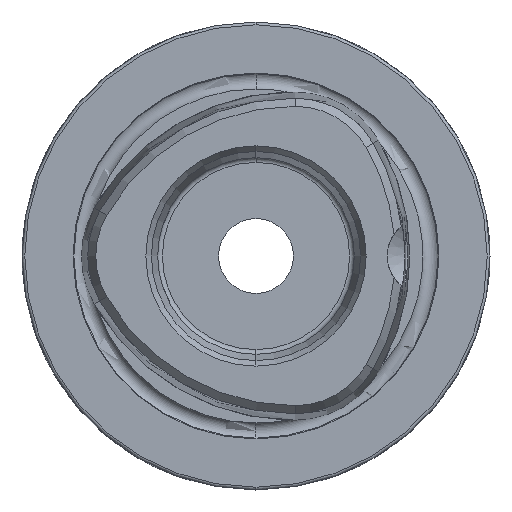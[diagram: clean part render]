
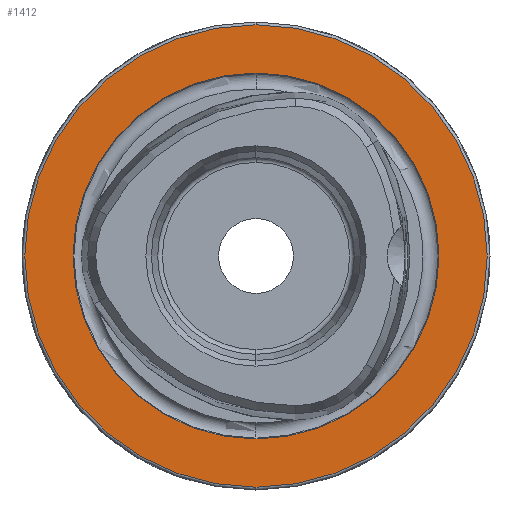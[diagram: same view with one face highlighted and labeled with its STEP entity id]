
A CAD part, left-side view. The second image highlights one B-rep face of the part: STEP entity #1412.
In plain terms, the highlighted planar face has unit normal (-1, 0, 0).
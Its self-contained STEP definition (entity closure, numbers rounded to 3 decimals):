
#305 = ORIENTED_EDGE ( 'NONE', *, *, #959, .T. ) ;
#669 = CARTESIAN_POINT ( 'NONE',  ( 0., 19.55, 0. ) ) ;
#770 = DIRECTION ( 'NONE',  ( 1., 0., 0. ) ) ;
#930 = CARTESIAN_POINT ( 'NONE',  ( 0., 0., -19.55 ) ) ;
#959 = EDGE_CURVE ( 'NONE', #4404, #1510, #2775, .T. ) ;
#976 = AXIS2_PLACEMENT_3D ( 'NONE', #669, #770, #1830 ) ;
#1047 = EDGE_CURVE ( 'NONE', #2470, #2745, #1680, .T. ) ;
#1149 = FACE_OUTER_BOUND ( 'NONE', #1585, .T. ) ;
#1174 = CARTESIAN_POINT ( 'NONE',  ( 0., 0., 0. ) ) ;
#1296 = EDGE_CURVE ( 'NONE', #1510, #4404, #3544, .T. ) ;
#1299 = AXIS2_PLACEMENT_3D ( 'NONE', #1783, #1420, #2225 ) ;
#1368 = AXIS2_PLACEMENT_3D ( 'NONE', #2182, #3324, #3009 ) ;
#1412 = ADVANCED_FACE ( 'NONE', ( #2976, #1149 ), #4493, .F. ) ;
#1420 = DIRECTION ( 'NONE',  ( -1., 0., 0. ) ) ;
#1501 = CARTESIAN_POINT ( 'NONE',  ( 0., 0., 24.7 ) ) ;
#1510 = VERTEX_POINT ( 'NONE', #1739 ) ;
#1545 = AXIS2_PLACEMENT_3D ( 'NONE', #2516, #4369, #2125 ) ;
#1561 = ORIENTED_EDGE ( 'NONE', *, *, #1855, .F. ) ;
#1585 = EDGE_LOOP ( 'NONE', ( #305, #2469 ) ) ;
#1597 = DIRECTION ( 'NONE',  ( 0., 0., 1. ) ) ;
#1605 = AXIS2_PLACEMENT_3D ( 'NONE', #1174, #2383, #1597 ) ;
#1680 = CIRCLE ( 'NONE', #1605, 19.55 ) ;
#1739 = CARTESIAN_POINT ( 'NONE',  ( 0., 0., -24.7 ) ) ;
#1783 = CARTESIAN_POINT ( 'NONE',  ( 0., 0., 0. ) ) ;
#1830 = DIRECTION ( 'NONE',  ( 0., 0., -1. ) ) ;
#1855 = EDGE_CURVE ( 'NONE', #2745, #2470, #3400, .T. ) ;
#1976 = CARTESIAN_POINT ( 'NONE',  ( 0., 0., 19.55 ) ) ;
#2125 = DIRECTION ( 'NONE',  ( 0., 0., 1. ) ) ;
#2182 = CARTESIAN_POINT ( 'NONE',  ( 0., 0., 0. ) ) ;
#2225 = DIRECTION ( 'NONE',  ( 0., 0., 1. ) ) ;
#2383 = DIRECTION ( 'NONE',  ( -1., 0., 0. ) ) ;
#2469 = ORIENTED_EDGE ( 'NONE', *, *, #1296, .T. ) ;
#2470 = VERTEX_POINT ( 'NONE', #1976 ) ;
#2516 = CARTESIAN_POINT ( 'NONE',  ( 0., 0., 0. ) ) ;
#2745 = VERTEX_POINT ( 'NONE', #930 ) ;
#2775 = CIRCLE ( 'NONE', #1368, 24.7 ) ;
#2976 = FACE_BOUND ( 'NONE', #3985, .T. ) ;
#3009 = DIRECTION ( 'NONE',  ( 0., 0., 1. ) ) ;
#3324 = DIRECTION ( 'NONE',  ( -1., 0., 0. ) ) ;
#3400 = CIRCLE ( 'NONE', #1545, 19.55 ) ;
#3544 = CIRCLE ( 'NONE', #1299, 24.7 ) ;
#3985 = EDGE_LOOP ( 'NONE', ( #4363, #1561 ) ) ;
#4363 = ORIENTED_EDGE ( 'NONE', *, *, #1047, .F. ) ;
#4369 = DIRECTION ( 'NONE',  ( -1., 0., 0. ) ) ;
#4404 = VERTEX_POINT ( 'NONE', #1501 ) ;
#4493 = PLANE ( 'NONE',  #976 ) ;
